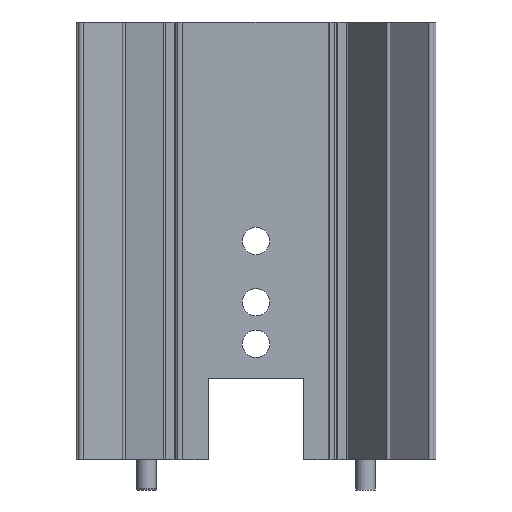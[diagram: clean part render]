
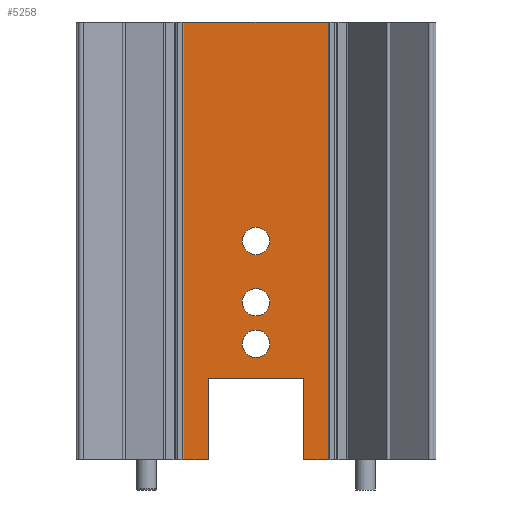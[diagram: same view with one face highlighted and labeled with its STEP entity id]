
A CAD part, front view. The second image highlights one B-rep face of the part: STEP entity #5258.
In plain terms, the highlighted planar face has unit normal (0, -1, 0).
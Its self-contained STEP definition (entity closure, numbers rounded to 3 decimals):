
#58 = VECTOR ( 'NONE', #4657, 1000. ) ;
#62 = LINE ( 'NONE', #2347, #4331 ) ;
#76 = DIRECTION ( 'NONE',  ( 0., 0., -1. ) ) ;
#100 = AXIS2_PLACEMENT_3D ( 'NONE', #616, #4256, #4221 ) ;
#117 = CARTESIAN_POINT ( 'NONE',  ( 0., -1.145, 25.4 ) ) ;
#130 = LINE ( 'NONE', #1138, #3230 ) ;
#193 = DIRECTION ( 'NONE',  ( 0., 0., -1. ) ) ;
#204 = EDGE_LOOP ( 'NONE', ( #2261, #1798 ) ) ;
#238 = CARTESIAN_POINT ( 'NONE',  ( 0., -1.145, 15.05 ) ) ;
#251 = CARTESIAN_POINT ( 'NONE',  ( 0., -1.145, 13.46 ) ) ;
#302 = CARTESIAN_POINT ( 'NONE',  ( 8.368, -1.145, 50.8 ) ) ;
#316 = CARTESIAN_POINT ( 'NONE',  ( 0., -1.145, 18.29 ) ) ;
#362 = EDGE_LOOP ( 'NONE', ( #1388, #2793 ) ) ;
#382 = ORIENTED_EDGE ( 'NONE', *, *, #981, .F. ) ;
#530 = DIRECTION ( 'NONE',  ( 1., 0., 0. ) ) ;
#616 = CARTESIAN_POINT ( 'NONE',  ( 0., -1.145, 25.4 ) ) ;
#664 = VERTEX_POINT ( 'NONE', #4723 ) ;
#939 = CARTESIAN_POINT ( 'NONE',  ( 5.55, -1.145, 0. ) ) ;
#981 = EDGE_CURVE ( 'NONE', #1980, #2610, #130, .T. ) ;
#982 = VERTEX_POINT ( 'NONE', #5501 ) ;
#989 = ORIENTED_EDGE ( 'NONE', *, *, #4346, .F. ) ;
#1008 = FACE_BOUND ( 'NONE', #3517, .T. ) ;
#1023 = AXIS2_PLACEMENT_3D ( 'NONE', #1828, #2698, #3128 ) ;
#1059 = LINE ( 'NONE', #2866, #58 ) ;
#1138 = CARTESIAN_POINT ( 'NONE',  ( 8.368, -1.145, 50.8 ) ) ;
#1159 = ORIENTED_EDGE ( 'NONE', *, *, #3646, .T. ) ;
#1201 = DIRECTION ( 'NONE',  ( 0., 0., 1. ) ) ;
#1205 = VECTOR ( 'NONE', #4084, 1000. ) ;
#1210 = EDGE_CURVE ( 'NONE', #2670, #2102, #3886, .T. ) ;
#1217 = VERTEX_POINT ( 'NONE', #3844 ) ;
#1230 = VERTEX_POINT ( 'NONE', #3362 ) ;
#1388 = ORIENTED_EDGE ( 'NONE', *, *, #3314, .T. ) ;
#1402 = EDGE_CURVE ( 'NONE', #2002, #664, #4729, .T. ) ;
#1406 = VECTOR ( 'NONE', #530, 1000. ) ;
#1426 = FACE_BOUND ( 'NONE', #204, .T. ) ;
#1449 = ORIENTED_EDGE ( 'NONE', *, *, #4697, .T. ) ;
#1517 = CARTESIAN_POINT ( 'NONE',  ( 5.55, -1.145, 9.4 ) ) ;
#1527 = LINE ( 'NONE', #4245, #3563 ) ;
#1582 = AXIS2_PLACEMENT_3D ( 'NONE', #251, #3392, #5167 ) ;
#1698 = AXIS2_PLACEMENT_3D ( 'NONE', #117, #3822, #3338 ) ;
#1711 = DIRECTION ( 'NONE',  ( 0., 1., 0. ) ) ;
#1730 = CIRCLE ( 'NONE', #1993, 1.59 ) ;
#1746 = EDGE_CURVE ( 'NONE', #1217, #2503, #1730, .T. ) ;
#1753 = CARTESIAN_POINT ( 'NONE',  ( 0., -1.145, 26.99 ) ) ;
#1793 = VERTEX_POINT ( 'NONE', #939 ) ;
#1798 = ORIENTED_EDGE ( 'NONE', *, *, #4413, .T. ) ;
#1806 = CARTESIAN_POINT ( 'NONE',  ( -8.368, -1.145, 0. ) ) ;
#1828 = CARTESIAN_POINT ( 'NONE',  ( -8.368, -1.145, 50.8 ) ) ;
#1858 = PLANE ( 'NONE',  #1023 ) ;
#1956 = AXIS2_PLACEMENT_3D ( 'NONE', #316, #1711, #1201 ) ;
#1980 = VERTEX_POINT ( 'NONE', #302 ) ;
#1993 = AXIS2_PLACEMENT_3D ( 'NONE', #3710, #4987, #3135 ) ;
#2002 = VERTEX_POINT ( 'NONE', #238 ) ;
#2102 = VERTEX_POINT ( 'NONE', #1753 ) ;
#2193 = VERTEX_POINT ( 'NONE', #4102 ) ;
#2207 = VERTEX_POINT ( 'NONE', #5534 ) ;
#2261 = ORIENTED_EDGE ( 'NONE', *, *, #1402, .T. ) ;
#2285 = CARTESIAN_POINT ( 'NONE',  ( 0., -1.145, 13.46 ) ) ;
#2319 = LINE ( 'NONE', #4192, #5782 ) ;
#2347 = CARTESIAN_POINT ( 'NONE',  ( -8.368, -1.145, 9.4 ) ) ;
#2404 = DIRECTION ( 'NONE',  ( 1., 0., 0. ) ) ;
#2406 = ORIENTED_EDGE ( 'NONE', *, *, #3298, .T. ) ;
#2433 = ORIENTED_EDGE ( 'NONE', *, *, #2704, .T. ) ;
#2503 = VERTEX_POINT ( 'NONE', #3044 ) ;
#2570 = EDGE_CURVE ( 'NONE', #2207, #2193, #3246, .T. ) ;
#2579 = ORIENTED_EDGE ( 'NONE', *, *, #2570, .T. ) ;
#2610 = VERTEX_POINT ( 'NONE', #2755 ) ;
#2670 = VERTEX_POINT ( 'NONE', #3737 ) ;
#2679 = EDGE_CURVE ( 'NONE', #1230, #2207, #5070, .T. ) ;
#2698 = DIRECTION ( 'NONE',  ( 0., 1., 0. ) ) ;
#2704 = EDGE_CURVE ( 'NONE', #982, #1230, #1527, .T. ) ;
#2755 = CARTESIAN_POINT ( 'NONE',  ( 8.368, -1.145, 0. ) ) ;
#2793 = ORIENTED_EDGE ( 'NONE', *, *, #1210, .T. ) ;
#2866 = CARTESIAN_POINT ( 'NONE',  ( -8.368, -1.145, 50.8 ) ) ;
#2927 = AXIS2_PLACEMENT_3D ( 'NONE', #2285, #5437, #5016 ) ;
#3044 = CARTESIAN_POINT ( 'NONE',  ( 0., -1.145, 16.7 ) ) ;
#3055 = DIRECTION ( 'NONE',  ( 1., 0., 0. ) ) ;
#3128 = DIRECTION ( 'NONE',  ( 0., 0., 1. ) ) ;
#3135 = DIRECTION ( 'NONE',  ( 0., 0., 1. ) ) ;
#3230 = VECTOR ( 'NONE', #5565, 1000. ) ;
#3246 = LINE ( 'NONE', #4554, #1205 ) ;
#3298 = EDGE_CURVE ( 'NONE', #1793, #2610, #5780, .T. ) ;
#3314 = EDGE_CURVE ( 'NONE', #2102, #2670, #5331, .T. ) ;
#3338 = DIRECTION ( 'NONE',  ( 0., 0., 1. ) ) ;
#3362 = CARTESIAN_POINT ( 'NONE',  ( -8.368, -1.145, 0. ) ) ;
#3392 = DIRECTION ( 'NONE',  ( 0., 1., 0. ) ) ;
#3517 = EDGE_LOOP ( 'NONE', ( #5552, #1159 ) ) ;
#3563 = VECTOR ( 'NONE', #193, 1000. ) ;
#3646 = EDGE_CURVE ( 'NONE', #2503, #1217, #4599, .T. ) ;
#3679 = ORIENTED_EDGE ( 'NONE', *, *, #2679, .T. ) ;
#3710 = CARTESIAN_POINT ( 'NONE',  ( 0., -1.145, 18.29 ) ) ;
#3737 = CARTESIAN_POINT ( 'NONE',  ( 0., -1.145, 23.81 ) ) ;
#3774 = CARTESIAN_POINT ( 'NONE',  ( -8.368, -1.145, 0. ) ) ;
#3822 = DIRECTION ( 'NONE',  ( 0., 1., 0. ) ) ;
#3844 = CARTESIAN_POINT ( 'NONE',  ( 0., -1.145, 19.88 ) ) ;
#3886 = CIRCLE ( 'NONE', #100, 1.59 ) ;
#3903 = EDGE_CURVE ( 'NONE', #2193, #4005, #62, .T. ) ;
#4005 = VERTEX_POINT ( 'NONE', #1517 ) ;
#4073 = EDGE_LOOP ( 'NONE', ( #4792, #1449, #2406, #382, #989, #2433, #3679, #2579 ) ) ;
#4084 = DIRECTION ( 'NONE',  ( 0., 0., 1. ) ) ;
#4102 = CARTESIAN_POINT ( 'NONE',  ( -5.55, -1.145, 9.4 ) ) ;
#4192 = CARTESIAN_POINT ( 'NONE',  ( 5.55, -1.145, 50.8 ) ) ;
#4221 = DIRECTION ( 'NONE',  ( 0., 0., 1. ) ) ;
#4245 = CARTESIAN_POINT ( 'NONE',  ( -8.368, -1.145, 50.8 ) ) ;
#4256 = DIRECTION ( 'NONE',  ( 0., 1., 0. ) ) ;
#4331 = VECTOR ( 'NONE', #3055, 1000. ) ;
#4346 = EDGE_CURVE ( 'NONE', #982, #1980, #1059, .T. ) ;
#4413 = EDGE_CURVE ( 'NONE', #664, #2002, #4688, .T. ) ;
#4525 = FACE_OUTER_BOUND ( 'NONE', #4073, .T. ) ;
#4554 = CARTESIAN_POINT ( 'NONE',  ( -5.55, -1.145, 50.8 ) ) ;
#4599 = CIRCLE ( 'NONE', #1956, 1.59 ) ;
#4657 = DIRECTION ( 'NONE',  ( 1., 0., 0. ) ) ;
#4688 = CIRCLE ( 'NONE', #1582, 1.59 ) ;
#4697 = EDGE_CURVE ( 'NONE', #4005, #1793, #2319, .T. ) ;
#4723 = CARTESIAN_POINT ( 'NONE',  ( 0., -1.145, 11.87 ) ) ;
#4729 = CIRCLE ( 'NONE', #2927, 1.59 ) ;
#4786 = VECTOR ( 'NONE', #2404, 1000. ) ;
#4792 = ORIENTED_EDGE ( 'NONE', *, *, #3903, .T. ) ;
#4980 = FACE_BOUND ( 'NONE', #362, .T. ) ;
#4987 = DIRECTION ( 'NONE',  ( 0., 1., 0. ) ) ;
#5016 = DIRECTION ( 'NONE',  ( 0., 0., 1. ) ) ;
#5070 = LINE ( 'NONE', #3774, #4786 ) ;
#5167 = DIRECTION ( 'NONE',  ( 0., 0., 1. ) ) ;
#5258 = ADVANCED_FACE ( 'NONE', ( #1426, #1008, #4980, #4525 ), #1858, .F. ) ;
#5331 = CIRCLE ( 'NONE', #1698, 1.59 ) ;
#5437 = DIRECTION ( 'NONE',  ( 0., 1., 0. ) ) ;
#5501 = CARTESIAN_POINT ( 'NONE',  ( -8.368, -1.145, 50.8 ) ) ;
#5534 = CARTESIAN_POINT ( 'NONE',  ( -5.55, -1.145, 0. ) ) ;
#5552 = ORIENTED_EDGE ( 'NONE', *, *, #1746, .T. ) ;
#5565 = DIRECTION ( 'NONE',  ( 0., 0., -1. ) ) ;
#5780 = LINE ( 'NONE', #1806, #1406 ) ;
#5782 = VECTOR ( 'NONE', #76, 1000. ) ;
